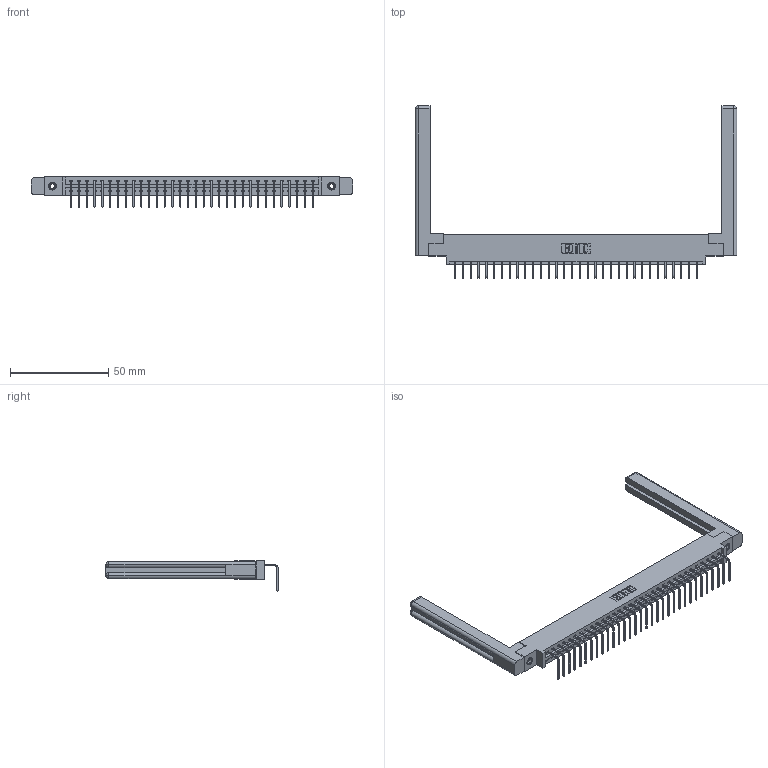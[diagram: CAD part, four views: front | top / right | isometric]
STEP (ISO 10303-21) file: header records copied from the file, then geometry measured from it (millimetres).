
FILE_DESCRIPTION (( 'STEP AP203' ), '1' );
FILE_NAME ('387-032-558-658.STEP', '2019-10-07T19:58:37', ( '' ), ( '' ), 'SwSTEP 2.0', 'SolidWorks 2016', '' );
FILE_SCHEMA (( 'CONFIG_CONTROL_DESIGN' ));
Length unit declared in the file: inch
Products named in the file (5): 307-220-058; 345-250-001_345-250-001-102; 337 Part_0.170 Offset - 0.156 Dia-TI; 387-032-558-658; 345-292-001_558 Tail - 2
Assembly tree (37 placements, depth 2):
  387-032-558-658
    337 Part_0.170 Offset - 0.156 Dia-TI
    345-292-001_558 Tail - 2  x32
    345-250-001_345-250-001-102  x2
    307-220-058  x2
Bounding box: 163.42 x 87.57 x 15.37 mm (x, y, z)
Volume: 24011.3 mm3; surface area: 23320 mm2
Topology: 37 solids, 37 shells, 2308 faces, 6885 edges, 4534 vertices
Faces by surface type: plane 1694, cylinder 590, cone 12, torus 12
Entity records: 27930 total; most frequent: CARTESIAN_POINT 4865, ORIENTED_EDGE 4772, DIRECTION 4134, EDGE_CURVE 2386, VECTOR 2210, LINE 2210, VERTEX_POINT 1582, AXIS2_PLACEMENT_3D 962
